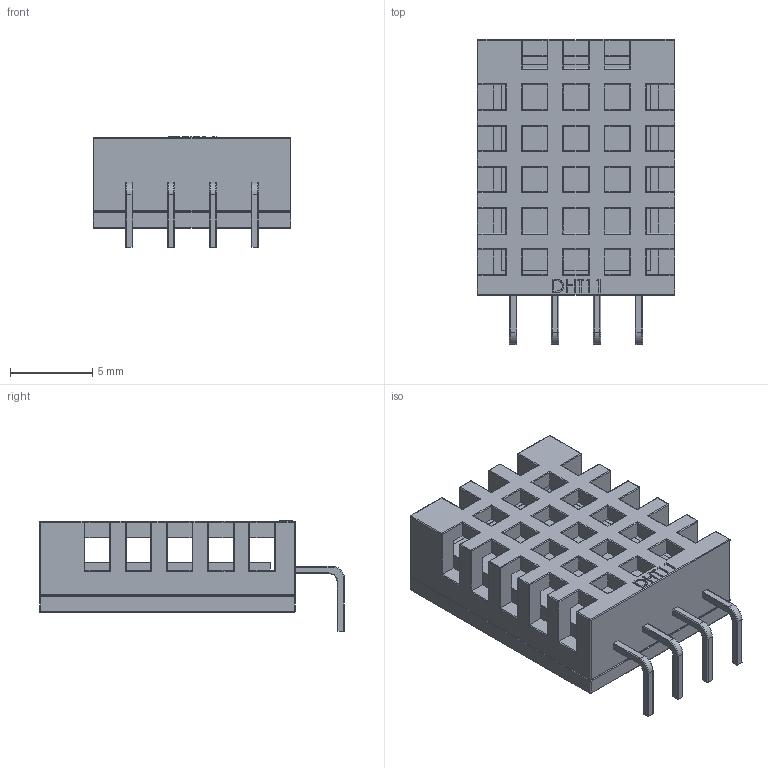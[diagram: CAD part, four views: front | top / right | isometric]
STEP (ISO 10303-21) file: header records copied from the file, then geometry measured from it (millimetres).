
FILE_DESCRIPTION (( 'STEP AP214' ), '1' );
FILE_NAME ('DHT11_PCB.STEP', '2022-07-29T18:35:21', ( '' ), ( '' ), 'SwSTEP 2.0', 'SolidWorks 2019', '' );
FILE_SCHEMA (( 'AUTOMOTIVE_DESIGN' ));
Length unit declared in the file: millimetre
Products named in the file (1): DHT11_PCB
Bounding box: 12 x 18.49 x 6.72 mm (x, y, z)
Volume: 671.6 mm3; surface area: 1342.9 mm2
Topology: 2 solids, 2 shells, 486 faces, 1260 edges, 722 vertices
Faces by surface type: cylinder 215, plane 206, sphere 42, torus 16, bspline 7
Entity records: 16146 total; most frequent: CARTESIAN_POINT 3210, ORIENTED_EDGE 2436, DIRECTION 2274, EDGE_CURVE 1218, VECTOR 870, LINE 870, VERTEX_POINT 722, AXIS2_PLACEMENT_3D 702
